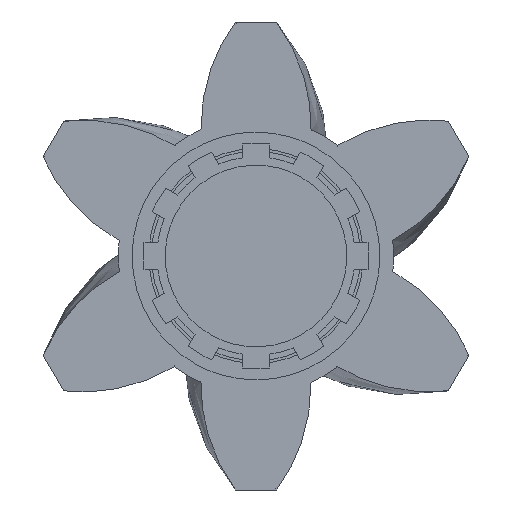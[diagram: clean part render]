
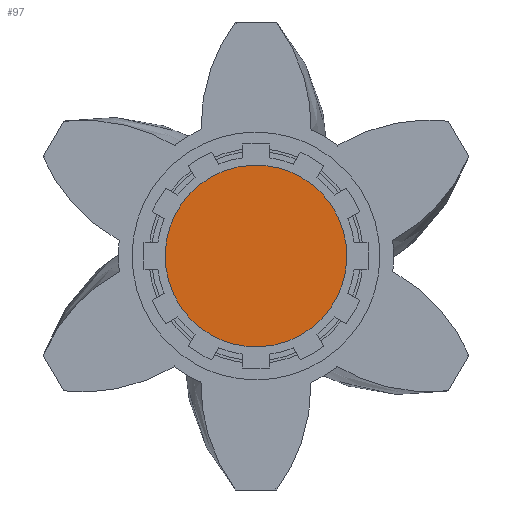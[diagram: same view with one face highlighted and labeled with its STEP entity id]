
A CAD part, left-side view. The second image highlights one B-rep face of the part: STEP entity #97.
In plain terms, the highlighted free-form (B-spline) face has degree [1, 1] with [2, 2] control points.
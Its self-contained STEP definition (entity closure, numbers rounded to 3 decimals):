
#34 = VERTEX_POINT('',#35);
#35 = CARTESIAN_POINT('',(-164.69,15.985,
    -29.261));
#40 = EDGE_CURVE('',#34,#41,#43,.T.);
#41 = VERTEX_POINT('',#42);
#42 = CARTESIAN_POINT('',(-164.69,-15.985,
    29.261));
#43 = ( BOUNDED_CURVE() B_SPLINE_CURVE(2,(#44,#45,#46,#47,#48),
.UNSPECIFIED.,.F.,.F.) B_SPLINE_CURVE_WITH_KNOTS((3,2,3),(3.642
,5.212,6.783),.PIECEWISE_BEZIER_KNOTS.) CURVE() 
GEOMETRIC_REPRESENTATION_ITEM() RATIONAL_B_SPLINE_CURVE((1.,
0.707,1.,0.707,1.)) REPRESENTATION_ITEM('') );
#44 = CARTESIAN_POINT('',(-164.69,15.985,-29.261
    ));
#45 = CARTESIAN_POINT('',(-164.69,45.246,
    -13.275));
#46 = CARTESIAN_POINT('',(-164.69,29.261,15.985)
  );
#47 = CARTESIAN_POINT('',(-164.69,13.275,
    45.246));
#48 = CARTESIAN_POINT('',(-164.69,-15.985,29.261)
  );
#78 = EDGE_CURVE('',#41,#34,#79,.T.);
#79 = ( BOUNDED_CURVE() B_SPLINE_CURVE(2,(#80,#81,#82,#83,#84),
.UNSPECIFIED.,.F.,.F.) B_SPLINE_CURVE_WITH_KNOTS((3,2,3),(0.5
,2.071,3.642),.PIECEWISE_BEZIER_KNOTS.) CURVE() 
GEOMETRIC_REPRESENTATION_ITEM() RATIONAL_B_SPLINE_CURVE((1.,
0.707,1.,0.707,1.)) REPRESENTATION_ITEM('') );
#80 = CARTESIAN_POINT('',(-164.69,-15.985,29.261)
  );
#81 = CARTESIAN_POINT('',(-164.69,-45.246,
    13.275));
#82 = CARTESIAN_POINT('',(-164.69,-29.261,-15.985
    ));
#83 = CARTESIAN_POINT('',(-164.69,-13.275,
    -45.246));
#84 = CARTESIAN_POINT('',(-164.69,15.985,-29.261
    ));
#97 = ADVANCED_FACE('',(#98),#102,.F.);
#98 = FACE_BOUND('',#99,.T.);
#99 = EDGE_LOOP('',(#100,#101));
#100 = ORIENTED_EDGE('',*,*,#40,.F.);
#101 = ORIENTED_EDGE('',*,*,#78,.F.);
#102 = B_SPLINE_SURFACE_WITH_KNOTS('',1,1,(
    (#103,#104)
    ,(#105,#106
    )),.UNSPECIFIED.,.F.,.F.,.F.,(2,2),(2,2),(-33.,33.),(0.,66.),
  .PIECEWISE_BEZIER_KNOTS.);
#103 = CARTESIAN_POINT('',(-164.69,-33.342,
    -33.342));
#104 = CARTESIAN_POINT('',(-164.69,-33.342,
    33.342));
#105 = CARTESIAN_POINT('',(-164.69,33.342,
    -33.342));
#106 = CARTESIAN_POINT('',(-164.69,33.342,
    33.342));
